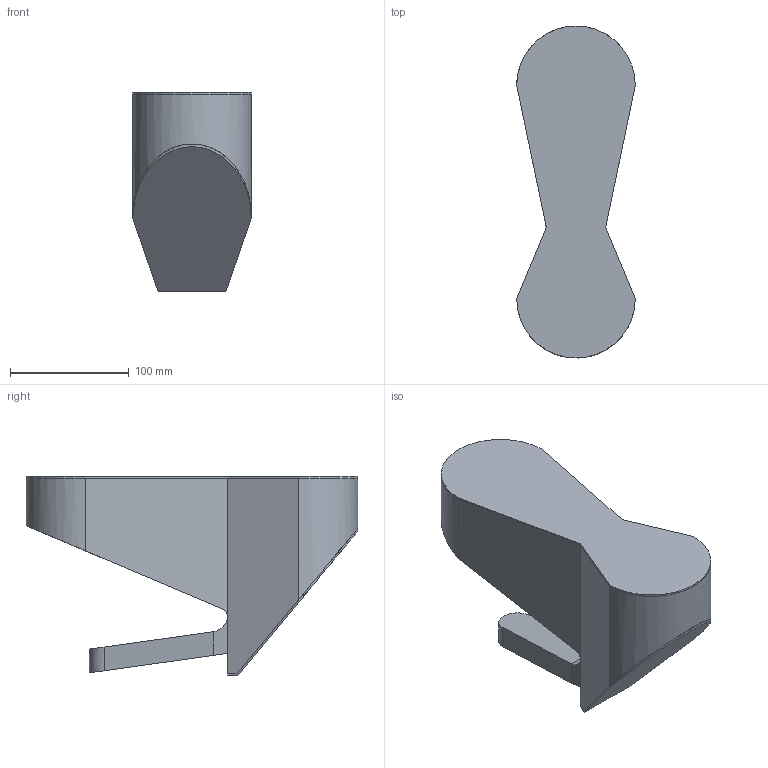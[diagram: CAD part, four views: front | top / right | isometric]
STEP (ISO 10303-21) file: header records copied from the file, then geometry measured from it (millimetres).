
FILE_DESCRIPTION(/* description */ (''),/* implementation_level */ '2;1');
FILE_NAME(/* name */ 'EOOSchildren.stp',/* time_stamp */ '2024-12-02T15:49:54+02:00',/* author */ (''),/* organization */ (''),/* preprocessor_version */ 'ST-DEVELOPER v16.7',/* originating_system */ 'SIEMENS PLM Software NX 12.0',/* authorisation */ '');
FILE_SCHEMA (('AUTOMOTIVE_DESIGN { 1 0 10303 214 3 1 1 1 }'));
Length unit declared in the file: millimetre
Products named in the file (7): EOOSchildren_1; EOOSchildren_2; EOOSchildren_3; EOOSchildren_4; EOOSchildren_5; EOOSchildre_7; EOOSchildren
Assembly tree (6 placements, depth 2):
  EOOSchildren
    EOOSchildre_7
    EOOSchildren_5
    EOOSchildren_4
    EOOSchildren_3
    EOOSchildren_2
    EOOSchildren_1
Bounding box: 100 x 280 x 168 mm (x, y, z)
Volume: 326905 mm3; surface area: 241308.8 mm2
Topology: 6 solids, 6 shells, 65 faces, 158 edges, 104 vertices
Faces by surface type: plane 51, cylinder 14
Entity records: 2064 total; most frequent: CARTESIAN_POINT 334, DIRECTION 330, ORIENTED_EDGE 316, EDGE_CURVE 158, LINE 130, VECTOR 130, VERTEX_POINT 104, AXIS2_PLACEMENT_3D 100
